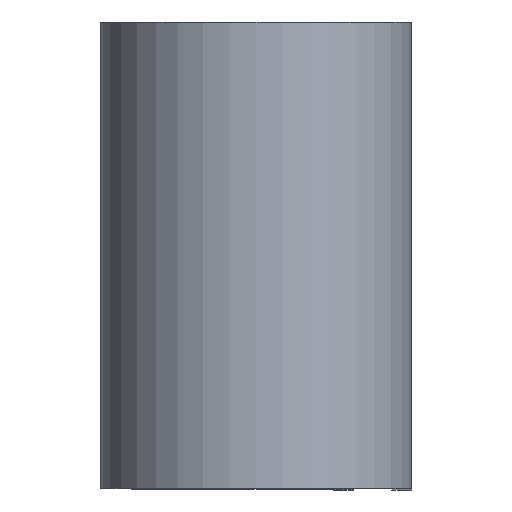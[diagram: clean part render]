
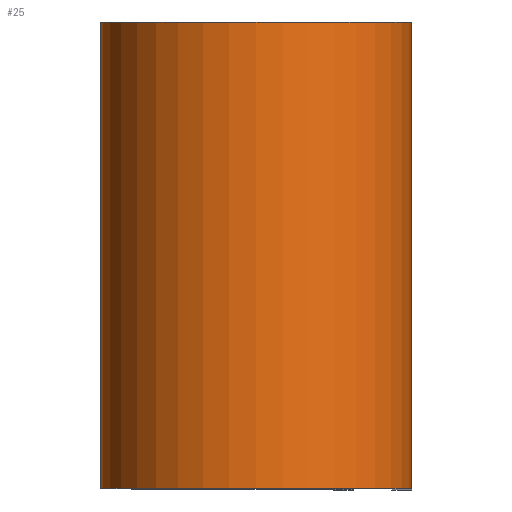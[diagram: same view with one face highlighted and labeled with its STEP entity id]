
A CAD part, top view. The second image highlights one B-rep face of the part: STEP entity #25.
In plain terms, the highlighted cylindrical face has radius 6.363 mm (diameter 12.725 mm), a partial arc.
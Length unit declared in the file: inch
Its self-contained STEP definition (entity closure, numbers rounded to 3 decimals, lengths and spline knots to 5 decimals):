
#6 = EDGE_CURVE ( 'NONE', #265, #44, #94, .T. ) ;
#13 = EDGE_CURVE ( 'NONE', #396, #578, #443, .T. ) ;
#25 = ADVANCED_FACE ( 'NONE', ( #71 ), #236, .T. ) ;
#35 = ORIENTED_EDGE ( 'NONE', *, *, #6, .T. ) ;
#44 = VERTEX_POINT ( 'NONE', #426 ) ;
#58 = CARTESIAN_POINT ( 'NONE',  ( 0.2505, -0.375, 0.437 ) ) ;
#71 = FACE_OUTER_BOUND ( 'NONE', #253, .T. ) ;
#78 = CARTESIAN_POINT ( 'NONE',  ( 0.2505, 0.375, 0.437 ) ) ;
#94 = LINE ( 'NONE', #872, #782 ) ;
#108 = ORIENTED_EDGE ( 'NONE', *, *, #13, .F. ) ;
#146 = DIRECTION ( 'NONE',  ( 0., -1., 0. ) ) ;
#225 = ORIENTED_EDGE ( 'NONE', *, *, #456, .F. ) ;
#233 = AXIS2_PLACEMENT_3D ( 'NONE', #761, #380, #830 ) ;
#234 = CIRCLE ( 'NONE', #725, 0.2505 ) ;
#236 = CYLINDRICAL_SURFACE ( 'NONE', #801, 0.2505 ) ;
#250 = ORIENTED_EDGE ( 'NONE', *, *, #322, .T. ) ;
#253 = EDGE_LOOP ( 'NONE', ( #250, #108, #225, #35 ) ) ;
#257 = CARTESIAN_POINT ( 'NONE',  ( 0., 0.375, 0.437 ) ) ;
#261 = VECTOR ( 'NONE', #146, 39.37008 ) ;
#265 = VERTEX_POINT ( 'NONE', #463 ) ;
#287 = DIRECTION ( 'NONE',  ( 0., -1., 0. ) ) ;
#288 = DIRECTION ( 'NONE',  ( 0., 0., -1. ) ) ;
#322 = EDGE_CURVE ( 'NONE', #44, #578, #780, .T. ) ;
#331 = DIRECTION ( 'NONE',  ( 1., 0., 0. ) ) ;
#380 = DIRECTION ( 'NONE',  ( 0., 1., 0. ) ) ;
#396 = VERTEX_POINT ( 'NONE', #458 ) ;
#426 = CARTESIAN_POINT ( 'NONE',  ( -0.2505, -0.375, 0.437 ) ) ;
#443 = LINE ( 'NONE', #78, #261 ) ;
#456 = EDGE_CURVE ( 'NONE', #265, #396, #234, .T. ) ;
#458 = CARTESIAN_POINT ( 'NONE',  ( 0.2505, 0.375, 0.437 ) ) ;
#463 = CARTESIAN_POINT ( 'NONE',  ( -0.2505, 0.375, 0.437 ) ) ;
#578 = VERTEX_POINT ( 'NONE', #58 ) ;
#619 = DIRECTION ( 'NONE',  ( 0., -1., 0. ) ) ;
#681 = CARTESIAN_POINT ( 'NONE',  ( 0., 0.375, 0.437 ) ) ;
#720 = DIRECTION ( 'NONE',  ( 0., 1., 0. ) ) ;
#725 = AXIS2_PLACEMENT_3D ( 'NONE', #257, #720, #331 ) ;
#761 = CARTESIAN_POINT ( 'NONE',  ( 0., -0.375, 0.437 ) ) ;
#780 = CIRCLE ( 'NONE', #233, 0.2505 ) ;
#782 = VECTOR ( 'NONE', #287, 39.37008 ) ;
#801 = AXIS2_PLACEMENT_3D ( 'NONE', #681, #619, #288 ) ;
#830 = DIRECTION ( 'NONE',  ( 1., 0., 0. ) ) ;
#872 = CARTESIAN_POINT ( 'NONE',  ( -0.2505, 0.375, 0.437 ) ) ;
